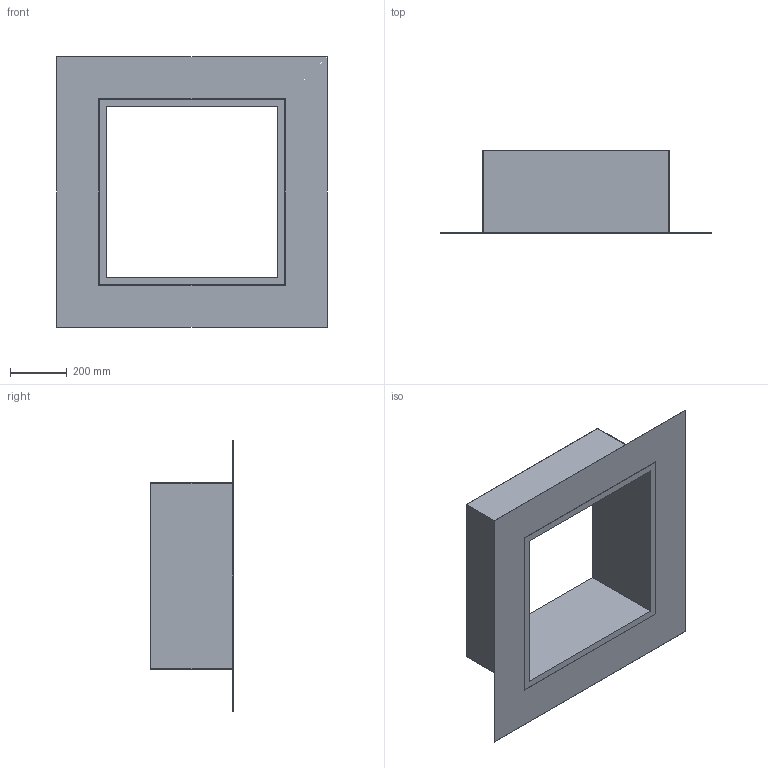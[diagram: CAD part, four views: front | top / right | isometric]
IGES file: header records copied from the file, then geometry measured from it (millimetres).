
Start section: SolidWorks IGES file using analytic representation for surfaces
Global section: file name: SOK 35.igs; native system: SolidWorks 2009; preprocessor: SolidWorks 2009; author: WS-KO; date: 091124.144323; units: millimetre
Bounding box: 955 x 290 x 955 mm (x, y, z)
Surface area: 4076712 mm2 (no closed solid volume)
Topology: 0 solids, 0 shells, 25 faces, 120 edges, 120 vertices
Faces by surface type: bspline 25
